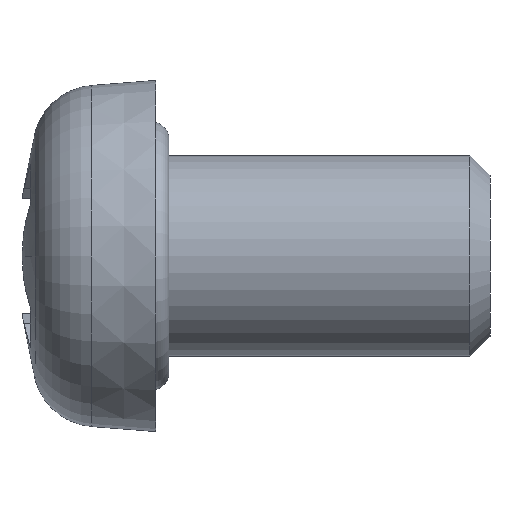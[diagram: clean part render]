
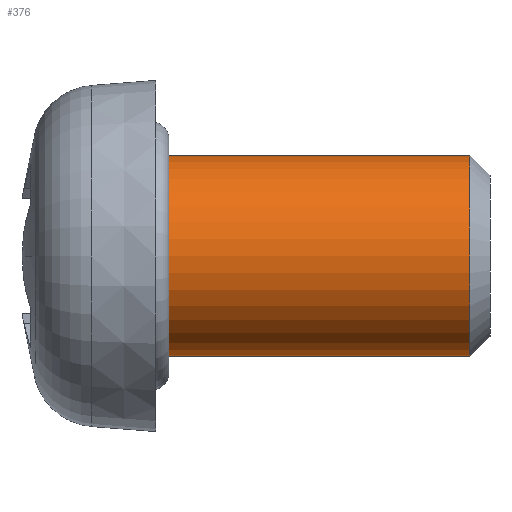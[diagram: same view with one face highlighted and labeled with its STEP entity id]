
A CAD part, front view. The second image highlights one B-rep face of the part: STEP entity #376.
In plain terms, the highlighted cylindrical face has radius 3 mm (diameter 6 mm), a partial arc.
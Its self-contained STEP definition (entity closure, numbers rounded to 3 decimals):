
#32 = CIRCLE ( 'NONE', #318, 3. ) ;
#35 = CARTESIAN_POINT ( 'NONE',  ( -0.6, 0., 0. ) ) ;
#68 = DIRECTION ( 'NONE',  ( 0., 0., -1. ) ) ;
#114 = ORIENTED_EDGE ( 'NONE', *, *, #927, .T. ) ;
#135 = LINE ( 'NONE', #607, #679 ) ;
#159 = DIRECTION ( 'NONE',  ( -1., 0., 0. ) ) ;
#165 = EDGE_CURVE ( 'NONE', #936, #1059, #135, .T. ) ;
#177 = DIRECTION ( 'NONE',  ( -1., 0., 0. ) ) ;
#187 = CARTESIAN_POINT ( 'NONE',  ( 9.4, 0., 3. ) ) ;
#220 = CIRCLE ( 'NONE', #1100, 3. ) ;
#223 = DIRECTION ( 'NONE',  ( 1., 0., 0. ) ) ;
#271 = LINE ( 'NONE', #921, #814 ) ;
#318 = AXIS2_PLACEMENT_3D ( 'NONE', #429, #1078, #68 ) ;
#327 = EDGE_CURVE ( 'NONE', #832, #1219, #271, .T. ) ;
#376 = ADVANCED_FACE ( 'NONE', ( #413 ), #1167, .T. ) ;
#399 = EDGE_CURVE ( 'NONE', #936, #832, #32, .T. ) ;
#413 = FACE_OUTER_BOUND ( 'NONE', #701, .T. ) ;
#429 = CARTESIAN_POINT ( 'NONE',  ( 9.4, 0., 0. ) ) ;
#546 = CARTESIAN_POINT ( 'NONE',  ( -0.6, 0., -3. ) ) ;
#607 = CARTESIAN_POINT ( 'NONE',  ( 10., 0., -3. ) ) ;
#670 = AXIS2_PLACEMENT_3D ( 'NONE', #734, #1210, #1092 ) ;
#679 = VECTOR ( 'NONE', #159, 1000. ) ;
#701 = EDGE_LOOP ( 'NONE', ( #1232, #883, #985, #114 ) ) ;
#734 = CARTESIAN_POINT ( 'NONE',  ( 10., 0., 0. ) ) ;
#748 = CARTESIAN_POINT ( 'NONE',  ( -0.6, 0., 3. ) ) ;
#774 = CARTESIAN_POINT ( 'NONE',  ( 9.4, 0., -3. ) ) ;
#814 = VECTOR ( 'NONE', #177, 1000. ) ;
#832 = VERTEX_POINT ( 'NONE', #187 ) ;
#883 = ORIENTED_EDGE ( 'NONE', *, *, #399, .T. ) ;
#921 = CARTESIAN_POINT ( 'NONE',  ( 10., 0., 3. ) ) ;
#927 = EDGE_CURVE ( 'NONE', #1219, #1059, #220, .T. ) ;
#936 = VERTEX_POINT ( 'NONE', #774 ) ;
#985 = ORIENTED_EDGE ( 'NONE', *, *, #327, .T. ) ;
#1059 = VERTEX_POINT ( 'NONE', #546 ) ;
#1078 = DIRECTION ( 'NONE',  ( -1., 0., 0. ) ) ;
#1092 = DIRECTION ( 'NONE',  ( 0., 0., 1. ) ) ;
#1100 = AXIS2_PLACEMENT_3D ( 'NONE', #35, #223, #1241 ) ;
#1167 = CYLINDRICAL_SURFACE ( 'NONE', #670, 3. ) ;
#1210 = DIRECTION ( 'NONE',  ( -1., 0., 0. ) ) ;
#1219 = VERTEX_POINT ( 'NONE', #748 ) ;
#1232 = ORIENTED_EDGE ( 'NONE', *, *, #165, .F. ) ;
#1241 = DIRECTION ( 'NONE',  ( 0., 0., -1. ) ) ;
